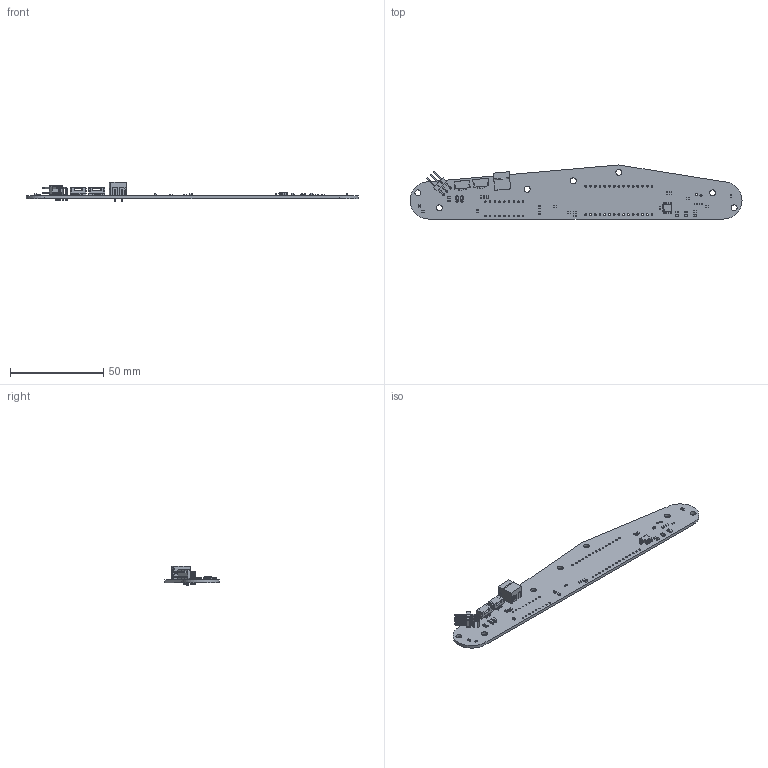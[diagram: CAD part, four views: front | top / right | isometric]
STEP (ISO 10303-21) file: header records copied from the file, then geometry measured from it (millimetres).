
FILE_DESCRIPTION(('KiCad electronic assembly'),'2;1');
FILE_NAME('l3xz-hw_leg-controller.step','2022-04-17T11:12:09',( 'An Author'),('A Company'),'Open CASCADE STEP processor 7.5', 'KiCad to STEP converter','Unknown');
FILE_SCHEMA(('AUTOMOTIVE_DESIGN { 1 0 10303 214 1 1 1 1 }'));
Length unit declared in the file: millimetre
Products named in the file (21): Open CASCADE STEP translator 7.5 1; C_0603; SOLID; R_0603; SOIC-18_7.5x11.6mm_Pitch1.27mm; SOIJ-8_5.3x5.3mm_Pitch1.27mm; LED_0603_1608Metric; JST_GH_SM04B-GHS-TB_1x04-1MP_P1.25mm_Horizontal; 61300621021_Downloads_STP_61300621021_rev1; COMPOUND; SOD-123; SOIC-8_3.9x4.9mm_Pitch1.27mm; 691322310002 (rev1); c_elec_8x10
Assembly tree (48 placements, depth 3):
  Open CASCADE STEP translator 7.5 1
    C_0603  x9
      SOLID
    R_0603  x16
      SOLID
    SOIC-18_7.5x11.6mm_Pitch1.27mm
    SOIJ-8_5.3x5.3mm_Pitch1.27mm
    LED_0603_1608Metric  x3
      SOLID
    JST_GH_SM04B-GHS-TB_1x04-1MP_P1.25mm_Horizontal  x2
      SOLID
    61300621021_Downloads_STP_61300621021_rev1
      COMPOUND
    SOD-123  x2
      SOLID
    SOIC-8_3.9x4.9mm_Pitch1.27mm
      SOLID
    691322310002 (rev1)
      COMPOUND
    c_elec_8x10  x2
    COMPOUND
Bounding box: 178 x 29 x 10.7 mm (x, y, z)
Volume: 7183 mm3; surface area: 11343.6 mm2
Topology: 44 solids, 44 shells, 1896 faces, 4998 edges, 3232 vertices
Faces by surface type: plane 1411, cylinder 399, bspline 84, torus 2
Full cylindrical faces by diameter (mm): 0.6 x1, 0.8 x18, 1 x30, 1.016 x6, 1.2 x2, 1.4 x2, 1.9 x2, 3.2 x7
Entity records: 63905 total; most frequent: CARTESIAN_POINT 10832, DIRECTION 9091, LINE 6405, VECTOR 6405, ORIENTED_EDGE 4818, PCURVE 4818, DEFINITIONAL_REPRESENTATION 4818, EDGE_CURVE 2409
